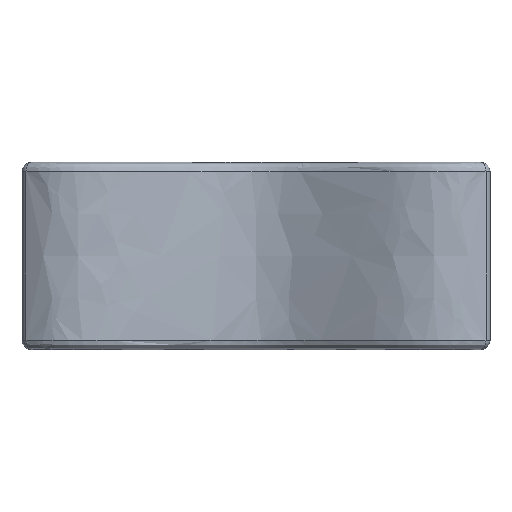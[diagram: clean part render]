
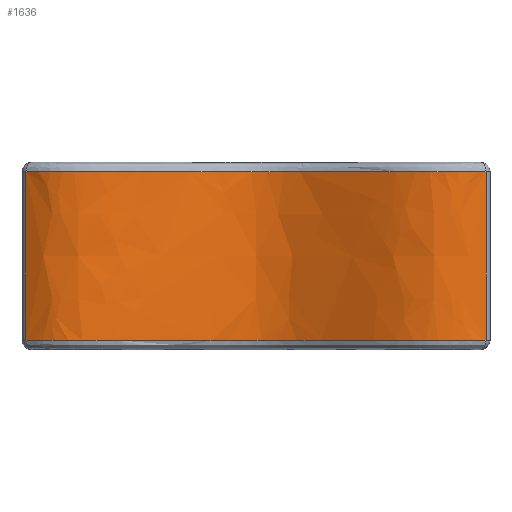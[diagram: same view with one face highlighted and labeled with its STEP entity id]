
A CAD part, top view. The second image highlights one B-rep face of the part: STEP entity #1636.
In plain terms, the highlighted face is a extrusion surface.
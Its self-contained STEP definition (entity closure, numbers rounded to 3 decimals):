
#423=DIRECTION('',(0.,1.,0.));
#424=VECTOR('',#423,18.);
#425=CARTESIAN_POINT('',(5.427,31.,10.793));
#426=LINE('',#425,#424);
#427=CARTESIAN_POINT('',(5.427,49.,10.793));
#428=CARTESIAN_POINT('',(7.281,49.,12.088));
#429=CARTESIAN_POINT('',(15.497,49.,14.154));
#430=CARTESIAN_POINT('',(29.996,49.,-0.304));
#431=CARTESIAN_POINT('',(44.514,49.,14.146));
#432=CARTESIAN_POINT('',(52.714,49.,12.093));
#433=CARTESIAN_POINT('',(54.573,49.,10.793));
#435=DIRECTION('',(0.,1.,0.));
#436=VECTOR('',#435,18.);
#437=CARTESIAN_POINT('',(54.573,31.,10.793));
#438=LINE('',#437,#436);
#439=CARTESIAN_POINT('',(54.573,31.,10.793));
#440=CARTESIAN_POINT('',(52.714,31.,12.093));
#441=CARTESIAN_POINT('',(44.514,31.,14.146));
#442=CARTESIAN_POINT('',(29.996,31.,-0.304));
#443=CARTESIAN_POINT('',(15.497,31.,14.154));
#444=CARTESIAN_POINT('',(7.281,31.,12.088));
#445=CARTESIAN_POINT('',(5.427,31.,10.793));
#497=CARTESIAN_POINT('',(5.427,31.,10.793));
#498=CARTESIAN_POINT('',(5.427,49.,10.793));
#499=VERTEX_POINT('',#497);
#500=VERTEX_POINT('',#498);
#501=VERTEX_POINT('',#439);
#504=CARTESIAN_POINT('',(54.573,49.,10.793));
#505=VERTEX_POINT('',#504);
#1617=CARTESIAN_POINT('',(5.017,50.,10.493));
#1618=CARTESIAN_POINT('',(7.006,50.,12.016));
#1619=CARTESIAN_POINT('',(15.36,50.,14.291));
#1620=CARTESIAN_POINT('',(29.996,50.,-0.304));
#1621=CARTESIAN_POINT('',(44.654,50.,14.287));
#1622=CARTESIAN_POINT('',(52.997,50.,12.02));
#1623=CARTESIAN_POINT('',(54.997,50.,10.482));
#1625=DIRECTION('',(0.,-1.,0.));
#1626=VECTOR('',#1625,1.);
#1627=SURFACE_OF_LINEAR_EXTRUSION('',#1624,#1626);
#1628=ORIENTED_EDGE('',*,*,#1610,.T.);
#1629=ORIENTED_EDGE('',*,*,#1197,.T.);
#1631=ORIENTED_EDGE('',*,*,#1630,.F.);
#1633=ORIENTED_EDGE('',*,*,#1632,.T.);
#1634=EDGE_LOOP('',(#1628,#1629,#1631,#1633));
#1635=FACE_OUTER_BOUND('',#1634,.F.);
#1636=ADVANCED_FACE('',(#1635),#1627,.F.);
#434=B_SPLINE_CURVE_WITH_KNOTS('',3,(#427,#428,#429,#430,#431,#432,#433),
.UNSPECIFIED.,.F.,.F.,(4,1,1,1,4),(0.,0.113,0.5,
0.887,1.),.UNSPECIFIED.);
#446=B_SPLINE_CURVE_WITH_KNOTS('',3,(#439,#440,#441,#442,#443,#444,#445),
.UNSPECIFIED.,.F.,.F.,(4,1,1,1,4),(0.,0.113,0.5,
0.887,1.),.UNSPECIFIED.);
#1197=EDGE_CURVE('',#500,#505,#434,.T.);
#1610=EDGE_CURVE('',#499,#500,#426,.T.);
#1624=B_SPLINE_CURVE_WITH_KNOTS('',3,(#1617,#1618,#1619,#1620,#1621,#1622,
#1623),.UNSPECIFIED.,.F.,.F.,(4,1,1,1,4),(0.,0.12,
0.5,0.88,1.),.UNSPECIFIED.);
#1630=EDGE_CURVE('',#501,#505,#438,.T.);
#1632=EDGE_CURVE('',#501,#499,#446,.T.);
